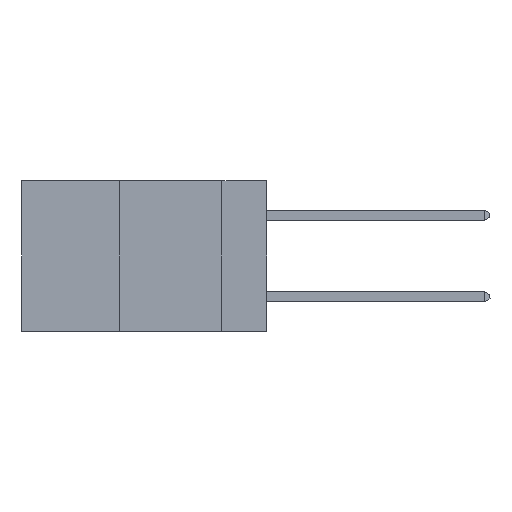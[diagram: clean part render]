
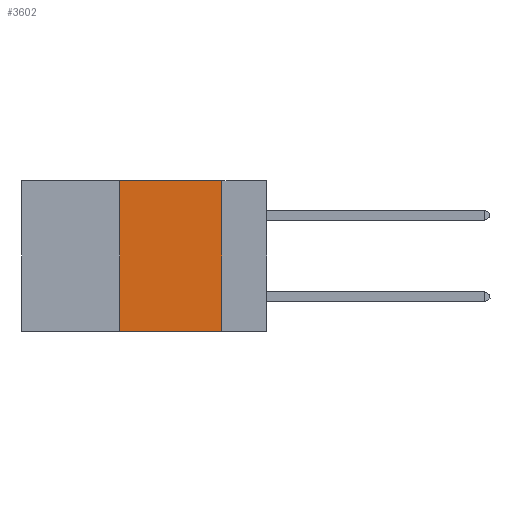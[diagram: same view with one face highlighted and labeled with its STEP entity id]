
A CAD part, left-side view. The second image highlights one B-rep face of the part: STEP entity #3602.
In plain terms, the highlighted planar face has unit normal (-1, 0, 0).
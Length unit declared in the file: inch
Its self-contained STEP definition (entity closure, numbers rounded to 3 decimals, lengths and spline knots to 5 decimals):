
#1128 = LINE ( 'NONE', #14252, #17589 ) ;
#2039 = AXIS2_PLACEMENT_3D ( 'NONE', #16692, #18181, #9199 ) ;
#2931 = VECTOR ( 'NONE', #7574, 39.37008 ) ;
#3029 = CARTESIAN_POINT ( 'NONE',  ( 0., 0.6, -0.37 ) ) ;
#3153 = PLANE ( 'NONE',  #2039 ) ;
#3602 = ADVANCED_FACE ( 'NONE', ( #10906 ), #3153, .F. ) ;
#3926 = ORIENTED_EDGE ( 'NONE', *, *, #9911, .F. ) ;
#4332 = CARTESIAN_POINT ( 'NONE',  ( 0., 0.6, 0. ) ) ;
#4692 = EDGE_LOOP ( 'NONE', ( #15931, #17001, #3926, #18459 ) ) ;
#5176 = CARTESIAN_POINT ( 'NONE',  ( 0., 0.36, 0. ) ) ;
#5257 = DIRECTION ( 'NONE',  ( 0., 0., -1. ) ) ;
#5492 = LINE ( 'NONE', #6734, #12543 ) ;
#6133 = CARTESIAN_POINT ( 'NONE',  ( 0., 0.11, -0.37 ) ) ;
#6734 = CARTESIAN_POINT ( 'NONE',  ( 0., 0.36, 0. ) ) ;
#6915 = LINE ( 'NONE', #3029, #2931 ) ;
#7574 = DIRECTION ( 'NONE',  ( 0., -1., 0. ) ) ;
#8427 = LINE ( 'NONE', #4332, #15933 ) ;
#9199 = DIRECTION ( 'NONE',  ( 0., 0., -1. ) ) ;
#9556 = VERTEX_POINT ( 'NONE', #12011 ) ;
#9911 = EDGE_CURVE ( 'NONE', #11845, #13277, #5492, .T. ) ;
#10906 = FACE_OUTER_BOUND ( 'NONE', #4692, .T. ) ;
#11558 = CARTESIAN_POINT ( 'NONE',  ( 0., 0.36, -0.37 ) ) ;
#11812 = DIRECTION ( 'NONE',  ( 0., -1., 0. ) ) ;
#11845 = VERTEX_POINT ( 'NONE', #11558 ) ;
#12011 = CARTESIAN_POINT ( 'NONE',  ( 0., 0.11, 0. ) ) ;
#12543 = VECTOR ( 'NONE', #14235, 39.37008 ) ;
#13277 = VERTEX_POINT ( 'NONE', #5176 ) ;
#14235 = DIRECTION ( 'NONE',  ( 0., 0., 1. ) ) ;
#14252 = CARTESIAN_POINT ( 'NONE',  ( 0., 0.11, 0. ) ) ;
#15931 = ORIENTED_EDGE ( 'NONE', *, *, #16239, .F. ) ;
#15933 = VECTOR ( 'NONE', #11812, 39.37008 ) ;
#16239 = EDGE_CURVE ( 'NONE', #9556, #17320, #1128, .T. ) ;
#16483 = EDGE_CURVE ( 'NONE', #13277, #9556, #8427, .T. ) ;
#16692 = CARTESIAN_POINT ( 'NONE',  ( 0., 0.6, 0. ) ) ;
#17001 = ORIENTED_EDGE ( 'NONE', *, *, #16483, .F. ) ;
#17320 = VERTEX_POINT ( 'NONE', #6133 ) ;
#17589 = VECTOR ( 'NONE', #5257, 39.37008 ) ;
#18181 = DIRECTION ( 'NONE',  ( 1., 0., 0. ) ) ;
#18299 = EDGE_CURVE ( 'NONE', #11845, #17320, #6915, .T. ) ;
#18459 = ORIENTED_EDGE ( 'NONE', *, *, #18299, .T. ) ;
